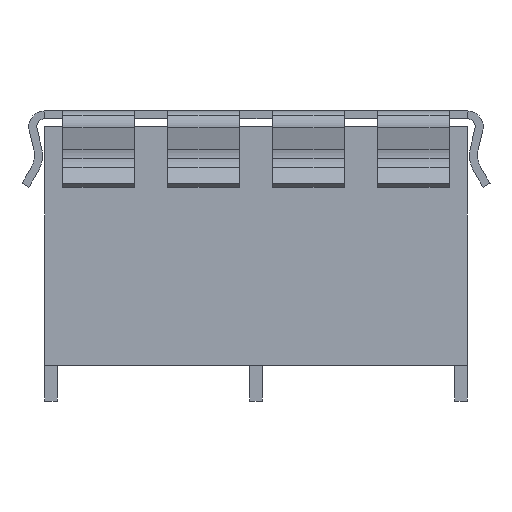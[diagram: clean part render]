
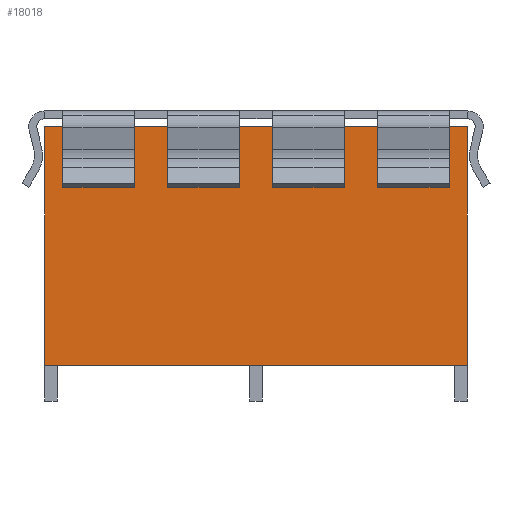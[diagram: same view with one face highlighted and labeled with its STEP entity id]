
A CAD part, front view. The second image highlights one B-rep face of the part: STEP entity #18018.
In plain terms, the highlighted planar face has unit normal (0, -1, 0).
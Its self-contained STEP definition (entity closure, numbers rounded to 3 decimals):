
#17962=CARTESIAN_POINT('',(13.3,-25.8,15.0));
#17963=VERTEX_POINT('',#17962);
#17970=CARTESIAN_POINT('',(13.3,-25.8,0.0));
#17971=VERTEX_POINT('',#17970);
#17972=CARTESIAN_POINT('',(13.3,-25.8,0.0));
#17973=DIRECTION('',(0.0,0.0,1.0));
#17974=VECTOR('',#17973,15.0);
#17975=LINE('',#17972,#17974);
#17976=EDGE_CURVE('',#17971,#17963,#17975,.T.);
#17988=CARTESIAN_POINT('',(13.3,-25.8,0.0));
#17989=DIRECTION('',(0.0,-1.0,0.0));
#17990=DIRECTION('',(0.0,0.0,-1.0));
#17991=AXIS2_PLACEMENT_3D('',#17988,#17989,#17990);
#17992=PLANE('',#17991);
#17993=CARTESIAN_POINT('',(-13.3,-25.8,15.0));
#17994=VERTEX_POINT('',#17993);
#17995=CARTESIAN_POINT('',(13.3,-25.8,15.0));
#17996=DIRECTION('',(-1.0,0.0,0.0));
#17997=VECTOR('',#17996,26.6);
#17998=LINE('',#17995,#17997);
#17999=EDGE_CURVE('',#17963,#17994,#17998,.T.);
#18000=ORIENTED_EDGE('',*,*,#17999,.T.);
#18001=CARTESIAN_POINT('',(-13.3,-25.8,0.0));
#18002=VERTEX_POINT('',#18001);
#18003=CARTESIAN_POINT('',(-13.3,-25.8,0.0));
#18004=DIRECTION('',(0.0,0.0,1.0));
#18005=VECTOR('',#18004,15.0);
#18006=LINE('',#18003,#18005);
#18007=EDGE_CURVE('',#18002,#17994,#18006,.T.);
#18008=ORIENTED_EDGE('',*,*,#18007,.F.);
#18009=CARTESIAN_POINT('',(13.3,-25.8,0.0));
#18010=DIRECTION('',(-1.0,0.0,0.0));
#18011=VECTOR('',#18010,26.6);
#18012=LINE('',#18009,#18011);
#18013=EDGE_CURVE('',#17971,#18002,#18012,.T.);
#18014=ORIENTED_EDGE('',*,*,#18013,.F.);
#18015=ORIENTED_EDGE('',*,*,#17976,.T.);
#18016=EDGE_LOOP('',(#18000,#18008,#18014,#18015));
#18017=FACE_OUTER_BOUND('',#18016,.T.);
#18018=ADVANCED_FACE('',(#18017),#17992,.T.);
